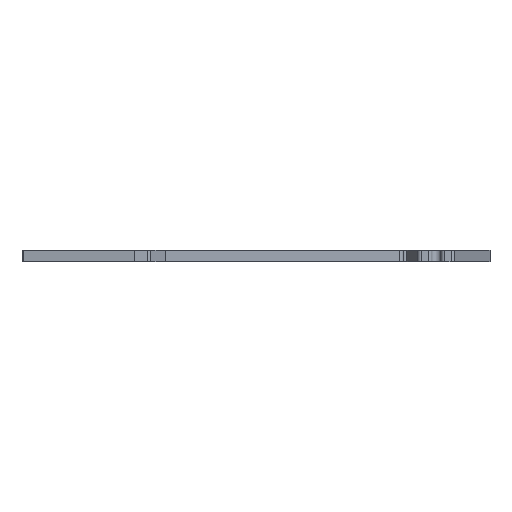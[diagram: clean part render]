
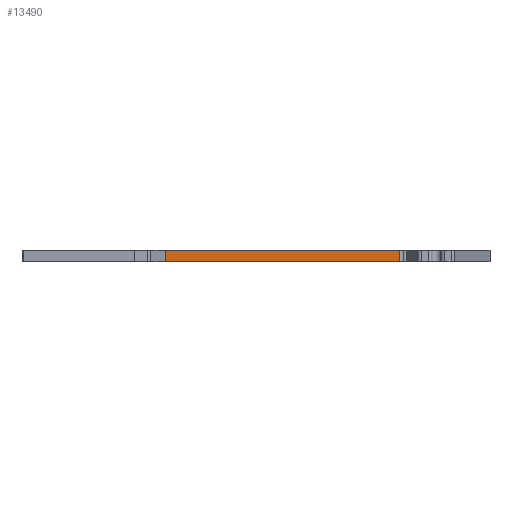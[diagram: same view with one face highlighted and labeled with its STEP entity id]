
A CAD part, front view. The second image highlights one B-rep face of the part: STEP entity #13490.
In plain terms, the highlighted planar face has unit normal (0, -1, 0).
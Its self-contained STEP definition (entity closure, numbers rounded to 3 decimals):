
#1860=CARTESIAN_POINT('',(234.527,42.151,0.));
#1870=VERTEX_POINT('',#1860);
#1900=CARTESIAN_POINT('',(234.527,42.151,0.));
#1910=DIRECTION('',(-1.,0.,0.));
#1920=VECTOR('',#1910,0.5);
#1930=LINE('',#1900,#1920);
#1940=CARTESIAN_POINT('',(202.027,42.151,0.));
#1950=VERTEX_POINT('',#1940);
#1960=EDGE_CURVE('',#1870,#1950,#1930,.T.);
#5040=CARTESIAN_POINT('',(202.027,42.151,-1.5));
#5050=VERTEX_POINT('',#5040);
#5080=CARTESIAN_POINT('',(234.527,42.151,-1.5));
#5090=DIRECTION('',(-1.,0.,0.));
#5100=VECTOR('',#5090,0.5);
#5110=LINE('',#5080,#5100);
#5120=CARTESIAN_POINT('',(234.527,42.151,-1.5));
#5130=VERTEX_POINT('',#5120);
#5140=EDGE_CURVE('',#5130,#5050,#5110,.T.);
#13230=CARTESIAN_POINT('',(234.527,42.151,0.));
#13240=DIRECTION('',(0.,0.,-1.));
#13250=VECTOR('',#13240,1.);
#13260=LINE('',#13230,#13250);
#13270=EDGE_CURVE('',#1870,#5130,#13260,.T.);
#13330=CARTESIAN_POINT('',(202.027,42.151,0.));
#13340=DIRECTION('',(0.,-1.,-0.));
#13350=DIRECTION('',(-1.,0.,0.));
#13360=AXIS2_PLACEMENT_3D('',#13330,#13340,#13350);
#13370=PLANE('',#13360);
#13380=ORIENTED_EDGE('',*,*,#13270,.F.);
#13390=ORIENTED_EDGE('',*,*,#5140,.F.);
#13400=CARTESIAN_POINT('',(202.027,42.151,0.));
#13410=DIRECTION('',(0.,0.,-1.));
#13420=VECTOR('',#13410,1.);
#13430=LINE('',#13400,#13420);
#13440=EDGE_CURVE('',#1950,#5050,#13430,.T.);
#13450=ORIENTED_EDGE('',*,*,#13440,.T.);
#13460=ORIENTED_EDGE('',*,*,#1960,.T.);
#13470=EDGE_LOOP('',(#13460,#13450,#13390,#13380));
#13480=FACE_OUTER_BOUND('',#13470,.T.);
#13490=ADVANCED_FACE('',(#13480),#13370,.T.);
